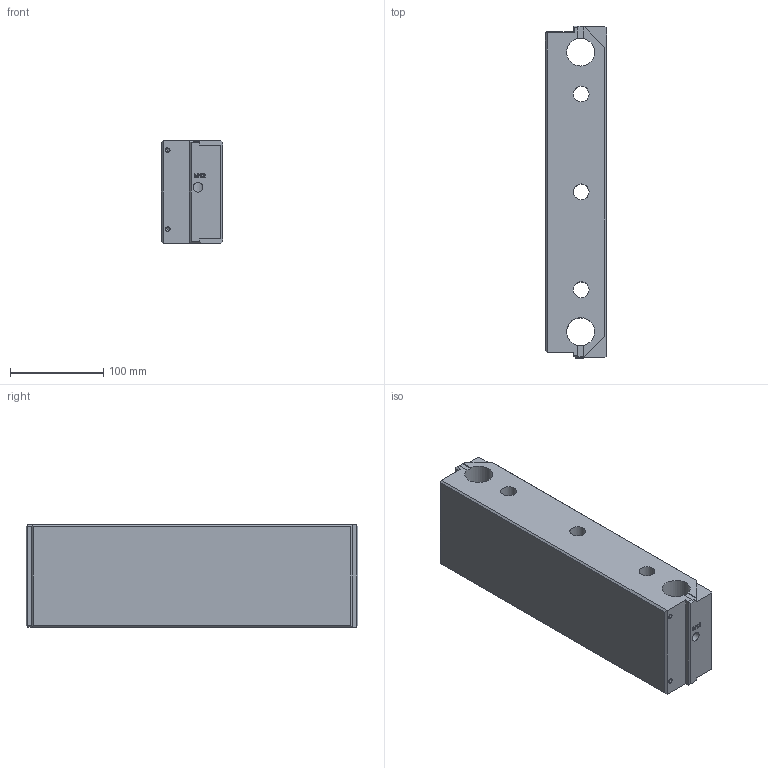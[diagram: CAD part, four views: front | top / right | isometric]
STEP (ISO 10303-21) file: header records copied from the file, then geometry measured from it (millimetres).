
FILE_DESCRIPTION(/* description */ (''),/* implementation_level */ '2;1');
FILE_NAME(/* name */ 'SPACER 02_IT0588-01.stp',/* time_stamp */ '2025-01-20T16:08:33+06:00',/* author */ (''),/* organization */ (''),/* preprocessor_version */ 'ST-DEVELOPER v16',/* originating_system */ 'SIEMENS PLM Software NX 11.0',/* authorisation */ '');
FILE_SCHEMA (('AUTOMOTIVE_DESIGN { 1 0 10303 214 3 1 1 1 }'));
Length unit declared in the file: millimetre
Products named in the file (1): desi3F68EC8Edr6a
Bounding box: 66 x 356 x 110 mm (x, y, z)
Surface area: 175900.2 mm2 (no closed solid volume)
Topology: 0 solids, 1 shells, 273 faces, 810 edges, 534 vertices
Faces by surface type: plane 121, cylinder 119, cone 23, extrusion 10
Full cylindrical faces by diameter (mm): 3.3 x2, 4.2 x4, 8.5 x2, 10.25 x2, 17 x3, 30 x2
Entity records: 9440 total; most frequent: CARTESIAN_POINT 1987, ORIENTED_EDGE 1488, DIRECTION 1410, EDGE_CURVE 754, VERTEX_POINT 517, AXIS2_PLACEMENT_3D 508, VECTOR 394, LINE 384
